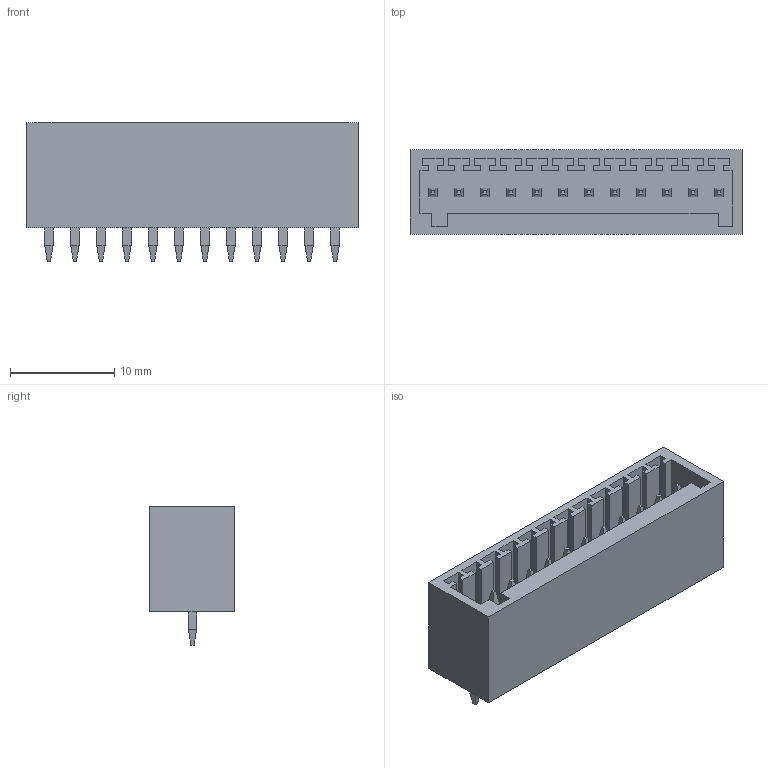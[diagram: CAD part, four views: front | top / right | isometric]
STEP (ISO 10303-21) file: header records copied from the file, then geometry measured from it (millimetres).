
FILE_DESCRIPTION(('CATIA V5R24 STEP','CAx-IF Rec.Pracs.--- Model Styling and Organization---1.2---2011-12-15'),'2;1');
FILE_NAME ('D1462147_0', '2016-04-19T15:27:21+00:00', ('Weidmueller Interface'), ('Weidmueller'), 'CATIA Version 5-6 Release 2014 SP4', 'CATIA V5 STEP AP214', 'none');
FILE_SCHEMA(('AUTOMOTIVE_DESIGN { 1 0 10303 214 1 1 1 1 }'));
Length unit declared in the file: millimetre
Products named in the file (1): 2440010000_SL 2.50/12/180G 3.2SN BK BX
Bounding box: 31.9 x 8.1 x 13.3 mm (x, y, z)
Volume: 1689 mm3; surface area: 2501 mm2
Topology: 12 solids, 13 shells, 401 faces, 954 edges, 604 vertices
Faces by surface type: plane 401
Entity records: 11605 total; most frequent: CARTESIAN_POINT 1960, ORIENTED_EDGE 1908, DIRECTION 1756, VECTOR 954, EDGE_CURVE 954, LINE 954, VERTEX_POINT 604, EDGE_LOOP 426
